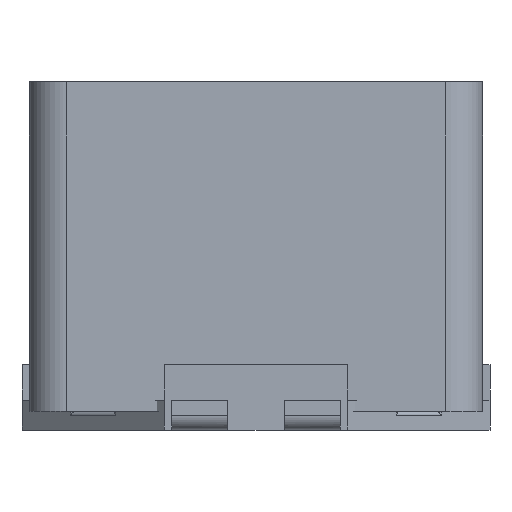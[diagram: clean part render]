
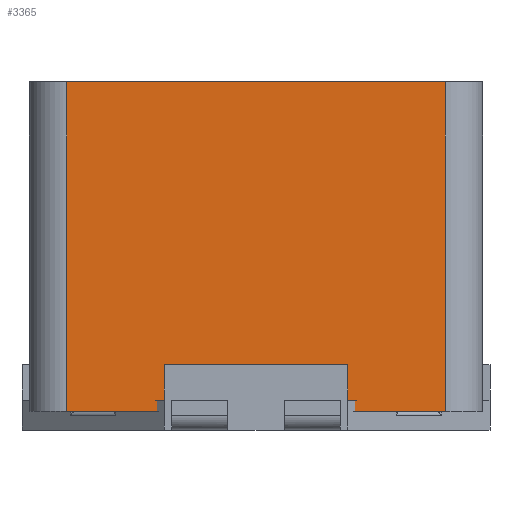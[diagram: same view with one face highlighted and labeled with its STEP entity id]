
A CAD part, left-side view. The second image highlights one B-rep face of the part: STEP entity #3365.
In plain terms, the highlighted free-form (B-spline) face has degree [1, 1] with [2, 2] control points.
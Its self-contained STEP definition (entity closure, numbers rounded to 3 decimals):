
#3330 = VERTEX_POINT('',#3331);
#3331 = CARTESIAN_POINT('',(-6.941,-5.794,
    8.604));
#3339 = EDGE_CURVE('',#3340,#3330,#3342,.T.);
#3340 = VERTEX_POINT('',#3341);
#3341 = CARTESIAN_POINT('',(-6.941,-5.794,
    -1.491));
#3342 = B_SPLINE_CURVE_WITH_KNOTS('',1,(#3343,#3344),.UNSPECIFIED.,.F.,
  .F.,(2,2),(0.,8.8),.PIECEWISE_BEZIER_KNOTS.);
#3343 = CARTESIAN_POINT('',(-6.941,-5.794,
    -1.491));
#3344 = CARTESIAN_POINT('',(-6.941,-5.794,
    8.604));
#3365 = ADVANCED_FACE('',(#3366),#3388,.T.);
#3366 = FACE_BOUND('',#3367,.T.);
#3367 = EDGE_LOOP('',(#3368,#3375,#3382,#3387));
#3368 = ORIENTED_EDGE('',*,*,#3369,.F.);
#3369 = EDGE_CURVE('',#3370,#3330,#3372,.T.);
#3370 = VERTEX_POINT('',#3371);
#3371 = CARTESIAN_POINT('',(-6.941,5.794,8.604
    ));
#3372 = B_SPLINE_CURVE_WITH_KNOTS('',1,(#3373,#3374),.UNSPECIFIED.,.F.,
  .F.,(2,2),(0.,10.1),.PIECEWISE_BEZIER_KNOTS.);
#3373 = CARTESIAN_POINT('',(-6.941,5.794,8.604
    ));
#3374 = CARTESIAN_POINT('',(-6.941,-5.794,
    8.604));
#3375 = ORIENTED_EDGE('',*,*,#3376,.F.);
#3376 = EDGE_CURVE('',#3377,#3370,#3379,.T.);
#3377 = VERTEX_POINT('',#3378);
#3378 = CARTESIAN_POINT('',(-6.941,5.794,
    -1.491));
#3379 = B_SPLINE_CURVE_WITH_KNOTS('',1,(#3380,#3381),.UNSPECIFIED.,.F.,
  .F.,(2,2),(0.,8.8),.PIECEWISE_BEZIER_KNOTS.);
#3380 = CARTESIAN_POINT('',(-6.941,5.794,
    -1.491));
#3381 = CARTESIAN_POINT('',(-6.941,5.794,8.604
    ));
#3382 = ORIENTED_EDGE('',*,*,#3383,.T.);
#3383 = EDGE_CURVE('',#3377,#3340,#3384,.T.);
#3384 = B_SPLINE_CURVE_WITH_KNOTS('',1,(#3385,#3386),.UNSPECIFIED.,.F.,
  .F.,(2,2),(0.,10.1),.PIECEWISE_BEZIER_KNOTS.);
#3385 = CARTESIAN_POINT('',(-6.941,5.794,
    -1.491));
#3386 = CARTESIAN_POINT('',(-6.941,-5.794,
    -1.491));
#3387 = ORIENTED_EDGE('',*,*,#3339,.T.);
#3388 = B_SPLINE_SURFACE_WITH_KNOTS('',1,1,(
    (#3389,#3390)
    ,(#3391,#3392
    )),.UNSPECIFIED.,.F.,.F.,.F.,(2,2),(2,2),(0.,10.1),(0.,8.8),
  .PIECEWISE_BEZIER_KNOTS.);
#3389 = CARTESIAN_POINT('',(-6.941,5.794,
    -1.491));
#3390 = CARTESIAN_POINT('',(-6.941,5.794,8.604
    ));
#3391 = CARTESIAN_POINT('',(-6.941,-5.794,
    -1.491));
#3392 = CARTESIAN_POINT('',(-6.941,-5.794,
    8.604));
